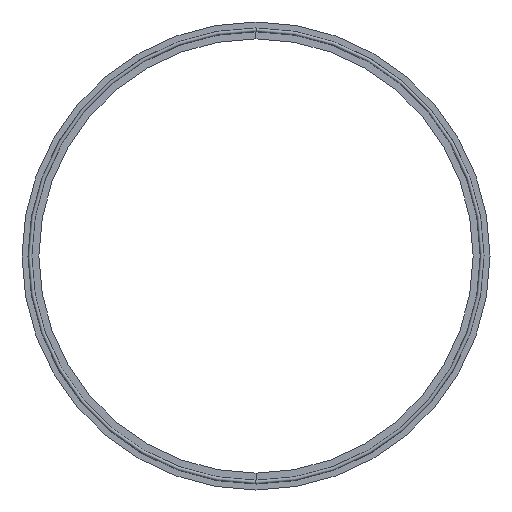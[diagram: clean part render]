
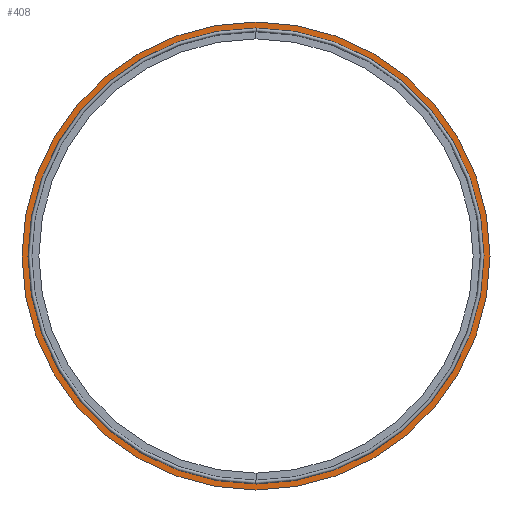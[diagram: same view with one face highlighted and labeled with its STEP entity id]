
A CAD part, left-side view. The second image highlights one B-rep face of the part: STEP entity #408.
In plain terms, the highlighted planar face has unit normal (-1, 0, 0).
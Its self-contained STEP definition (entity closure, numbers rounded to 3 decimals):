
#38 = CARTESIAN_POINT ( 'NONE',  ( -0.9, 0., 0. ) ) ;
#52 = EDGE_CURVE ( 'NONE', #780, #168, #62, .T. ) ;
#53 = CARTESIAN_POINT ( 'NONE',  ( -0.9, 0., 165.9 ) ) ;
#62 = CIRCLE ( 'NONE', #587, 170.25 ) ;
#95 = DIRECTION ( 'NONE',  ( 1., 0., 0. ) ) ;
#131 = DIRECTION ( 'NONE',  ( 1., 0., 0. ) ) ;
#138 = ORIENTED_EDGE ( 'NONE', *, *, #52, .T. ) ;
#148 = CARTESIAN_POINT ( 'NONE',  ( -0.9, 0., 0. ) ) ;
#163 = CARTESIAN_POINT ( 'NONE',  ( -0.9, 0., 0. ) ) ;
#168 = VERTEX_POINT ( 'NONE', #249 ) ;
#209 = CIRCLE ( 'NONE', #602, 170.25 ) ;
#249 = CARTESIAN_POINT ( 'NONE',  ( -0.9, 0., 170.25 ) ) ;
#274 = DIRECTION ( 'NONE',  ( 0., 0., 1. ) ) ;
#279 = VERTEX_POINT ( 'NONE', #53 ) ;
#285 = FACE_OUTER_BOUND ( 'NONE', #344, .T. ) ;
#297 = DIRECTION ( 'NONE',  ( -1., 0., 0. ) ) ;
#318 = EDGE_LOOP ( 'NONE', ( #575, #682 ) ) ;
#320 = EDGE_CURVE ( 'NONE', #491, #279, #674, .T. ) ;
#344 = EDGE_LOOP ( 'NONE', ( #748, #138 ) ) ;
#386 = DIRECTION ( 'NONE',  ( 0., 0., -1. ) ) ;
#408 = ADVANCED_FACE ( 'NONE', ( #769, #285 ), #789, .F. ) ;
#455 = EDGE_CURVE ( 'NONE', #168, #780, #209, .T. ) ;
#481 = DIRECTION ( 'NONE',  ( 0., 0., -1. ) ) ;
#491 = VERTEX_POINT ( 'NONE', #601 ) ;
#575 = ORIENTED_EDGE ( 'NONE', *, *, #320, .T. ) ;
#587 = AXIS2_PLACEMENT_3D ( 'NONE', #38, #659, #670 ) ;
#601 = CARTESIAN_POINT ( 'NONE',  ( -0.9, 0., -165.9 ) ) ;
#602 = AXIS2_PLACEMENT_3D ( 'NONE', #148, #297, #274 ) ;
#656 = CIRCLE ( 'NONE', #903, 165.9 ) ;
#659 = DIRECTION ( 'NONE',  ( -1., 0., 0. ) ) ;
#670 = DIRECTION ( 'NONE',  ( 0., 0., 1. ) ) ;
#674 = CIRCLE ( 'NONE', #783, 165.9 ) ;
#676 = AXIS2_PLACEMENT_3D ( 'NONE', #836, #703, #698 ) ;
#682 = ORIENTED_EDGE ( 'NONE', *, *, #784, .T. ) ;
#698 = DIRECTION ( 'NONE',  ( 0., 0., -1. ) ) ;
#703 = DIRECTION ( 'NONE',  ( 1., 0., 0. ) ) ;
#748 = ORIENTED_EDGE ( 'NONE', *, *, #455, .T. ) ;
#769 = FACE_BOUND ( 'NONE', #318, .T. ) ;
#780 = VERTEX_POINT ( 'NONE', #790 ) ;
#783 = AXIS2_PLACEMENT_3D ( 'NONE', #821, #131, #481 ) ;
#784 = EDGE_CURVE ( 'NONE', #279, #491, #656, .T. ) ;
#789 = PLANE ( 'NONE',  #676 ) ;
#790 = CARTESIAN_POINT ( 'NONE',  ( -0.9, 0., -170.25 ) ) ;
#821 = CARTESIAN_POINT ( 'NONE',  ( -0.9, 0., 0. ) ) ;
#836 = CARTESIAN_POINT ( 'NONE',  ( -0.9, 165.7, 0. ) ) ;
#903 = AXIS2_PLACEMENT_3D ( 'NONE', #163, #95, #386 ) ;
